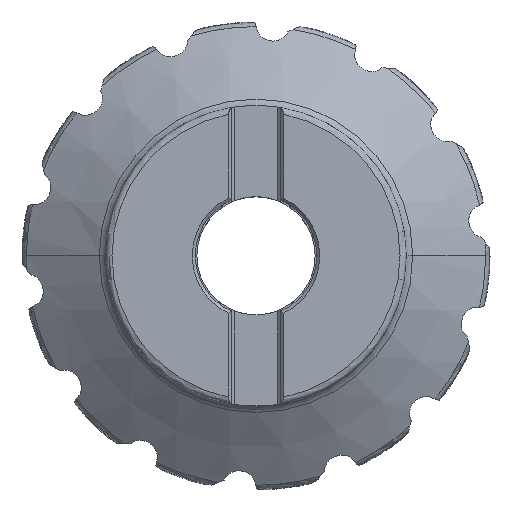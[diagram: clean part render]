
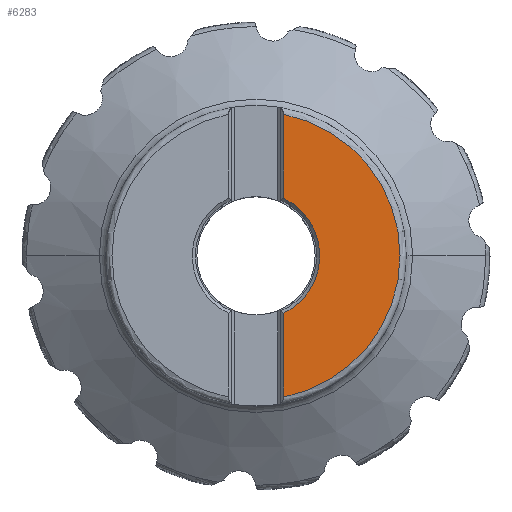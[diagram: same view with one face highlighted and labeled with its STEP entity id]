
A CAD part, top view. The second image highlights one B-rep face of the part: STEP entity #6283.
In plain terms, the highlighted planar face has unit normal (0, 0, 1).
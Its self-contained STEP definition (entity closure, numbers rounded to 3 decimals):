
#983=LINE('',#109945,#2079);
#984=LINE('',#109949,#2080);
#2079=VECTOR('',#38338,1.);
#2080=VECTOR('',#38343,1.);
#4545=FACE_OUTER_BOUND('',#8577,.T.);
#6283=ADVANCED_FACE('',(#4545),#7524,.T.);
#7524=PLANE('',#33550);
#8577=EDGE_LOOP('',(#16710,#16711,#16712,#16713,#16714));
#16710=ORIENTED_EDGE('',*,*,#28243,.F.);
#16711=ORIENTED_EDGE('',*,*,#28244,.T.);
#16712=ORIENTED_EDGE('',*,*,#28238,.F.);
#16713=ORIENTED_EDGE('',*,*,#28237,.F.);
#16714=ORIENTED_EDGE('',*,*,#28242,.F.);
#24163=VERTEX_POINT('',#109907);
#24164=VERTEX_POINT('',#109908);
#24165=VERTEX_POINT('',#109910);
#24166=VERTEX_POINT('',#109944);
#24167=VERTEX_POINT('',#109948);
#28237=EDGE_CURVE('',#24163,#24164,#30983,.T.);
#28238=EDGE_CURVE('',#24164,#24165,#30984,.T.);
#28242=EDGE_CURVE('',#24166,#24163,#983,.T.);
#28243=EDGE_CURVE('',#24167,#24166,#30985,.T.);
#28244=EDGE_CURVE('',#24167,#24165,#984,.T.);
#30983=CIRCLE('',#33545,46.419);
#30984=CIRCLE('',#33546,46.419);
#30985=CIRCLE('',#33549,20.55);
#33545=AXIS2_PLACEMENT_3D('',#109906,#38332,#38333);
#33546=AXIS2_PLACEMENT_3D('',#109909,#38334,#38335);
#33549=AXIS2_PLACEMENT_3D('',#109947,#38341,#38342);
#33550=AXIS2_PLACEMENT_3D('',#109950,#38344,#38345);
#38332=DIRECTION('',(0.,0.,-1.));
#38333=DIRECTION('',(0.193,0.981,0.));
#38334=DIRECTION('',(0.,0.,-1.));
#38335=DIRECTION('',(1.,0.,0.));
#38338=DIRECTION('',(0.,1.,0.));
#38341=DIRECTION('',(0.,0.,1.));
#38342=DIRECTION('',(0.435,-0.9,0.));
#38343=DIRECTION('',(0.,-1.,0.));
#38344=DIRECTION('',(0.,0.,1.));
#38345=DIRECTION('',(-1.,0.,0.));
#109906=CARTESIAN_POINT('',(0.,0.,0.));
#109907=CARTESIAN_POINT('',(8.938,45.55,0.));
#109908=CARTESIAN_POINT('',(46.419,-0.021,0.));
#109909=CARTESIAN_POINT('',(0.,0.,0.));
#109910=CARTESIAN_POINT('',(8.937,-45.55,0.));
#109944=CARTESIAN_POINT('',(8.938,18.505,0.));
#109945=CARTESIAN_POINT('',(8.938,18.505,0.));
#109947=CARTESIAN_POINT('',(0.,0.,0.));
#109948=CARTESIAN_POINT('',(8.937,-18.505,0.));
#109949=CARTESIAN_POINT('',(8.937,-18.505,0.));
#109950=CARTESIAN_POINT('',(27.678,0.,0.));
